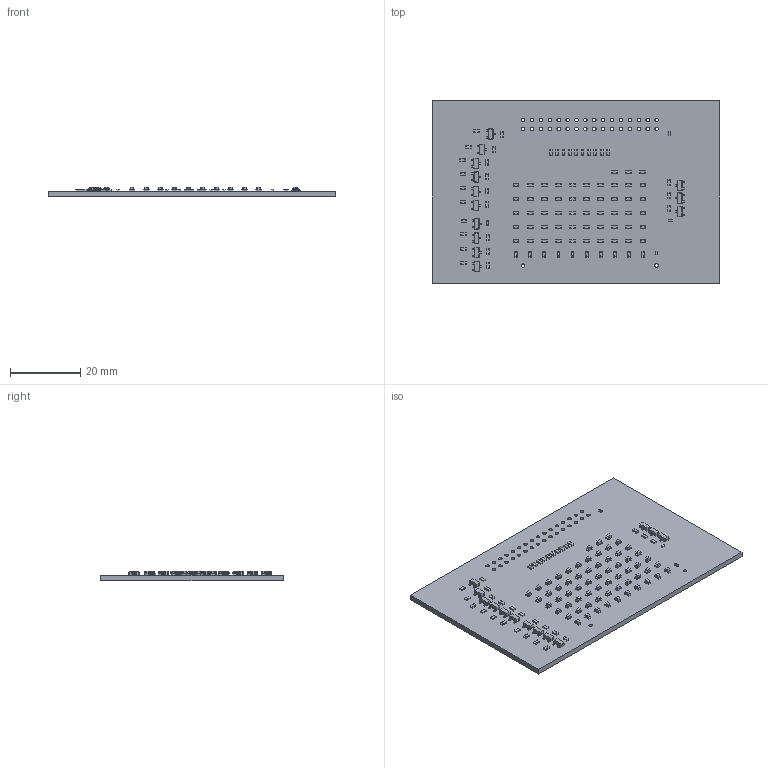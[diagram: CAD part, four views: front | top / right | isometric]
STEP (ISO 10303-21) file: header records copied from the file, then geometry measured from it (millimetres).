
FILE_DESCRIPTION(('KiCad electronic assembly'),'2;1');
FILE_NAME('disp_A.step','2024-05-26T17:19:22',('Pcbnew'),('Kicad'), 'Open CASCADE STEP processor 7.7','KiCad to STEP converter','Unknown' );
FILE_SCHEMA(('AUTOMOTIVE_DESIGN { 1 0 10303 214 1 1 1 1 }'));
Length unit declared in the file: millimetre
Products named in the file (10): disp_A 1; LED_0603_1608Metric; R_0603_1608Metric; SOT-23; SOT_23; C_0402_1005Metric; disp_A_PCB
Assembly tree (117 placements, depth 3):
  disp_A 1
    LED_0603_1608Metric  x63
      LED_0603_1608Metric
    R_0603_1608Metric  x33
      R_0603_1608Metric
    SOT-23  x13
      SOT_23
    C_0402_1005Metric  x3
      C_0402_1005Metric
    disp_A_PCB
Bounding box: 82 x 52 x 2.85 mm (x, y, z)
Volume: 6922.6 mm3; surface area: 9935.3 mm2
Topology: 113 solids, 113 shells, 5120 faces, 13293 edges, 8468 vertices
Faces by surface type: plane 3775, cylinder 994, bspline 351
Full cylindrical faces by diameter (mm): 1 x34
Entity records: 9040 total; most frequent: CARTESIAN_POINT 1378, DIRECTION 1305, ORIENTED_EDGE 1134, EDGE_CURVE 567, AXIS2_PLACEMENT_3D 459, LINE 387, VECTOR 387, VERTEX_POINT 360
